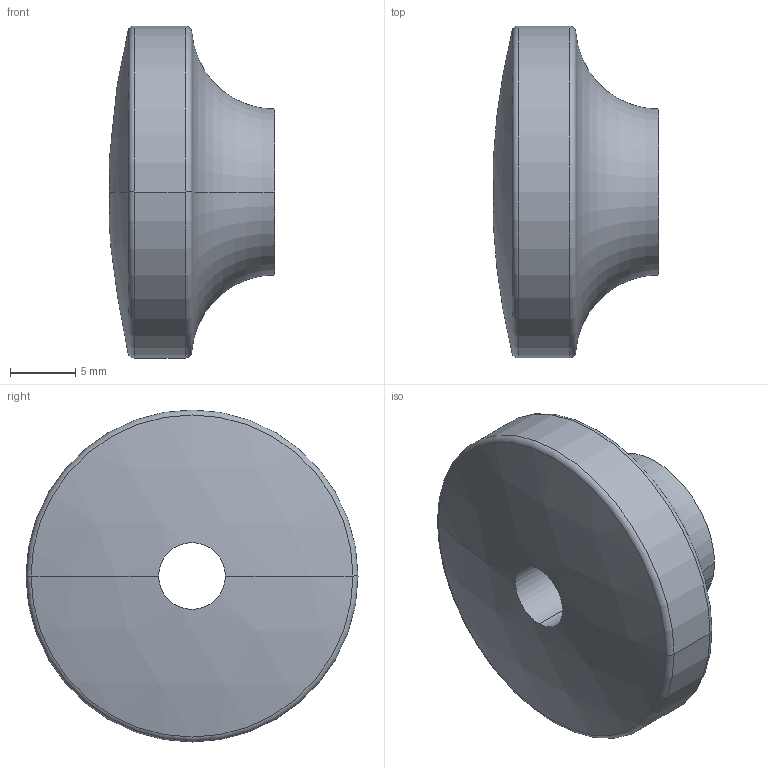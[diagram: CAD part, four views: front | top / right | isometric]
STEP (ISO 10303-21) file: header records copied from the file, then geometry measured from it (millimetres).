
FILE_DESCRIPTION (( 'STEP AP203' ), '1' );
FILE_NAME ('BSA Knurled thumb nut.STEP', '2024-04-21T14:16:29', ( '' ), ( '' ), 'SwSTEP 2.0', 'SolidWorks 2010', '' );
FILE_SCHEMA (( 'CONFIG_CONTROL_DESIGN' ));
Length unit declared in the file: millimetre
Products named in the file (1): BSA Knurled thumb nut
Bounding box: 12.64 x 25.4 x 25.4 mm (x, y, z)
Volume: 3778.8 mm3; surface area: 1700.3 mm2
Topology: 1 solids, 1 shells, 13 faces, 28 edges, 16 vertices
Faces by surface type: torus 6, cylinder 4, sphere 2, plane 1
Entity records: 443 total; most frequent: DIRECTION 80, CARTESIAN_POINT 58, ORIENTED_EDGE 56, AXIS2_PLACEMENT_3D 38, EDGE_CURVE 28, CIRCLE 24, VERTEX_POINT 16, EDGE_LOOP 14
